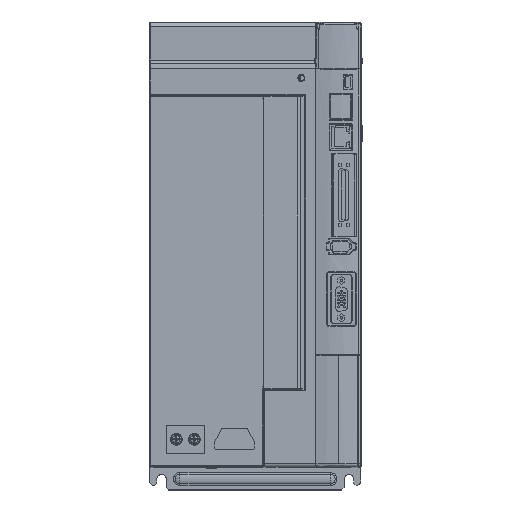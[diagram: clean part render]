
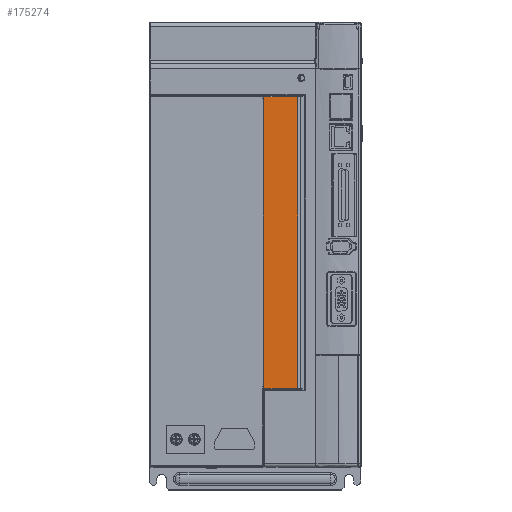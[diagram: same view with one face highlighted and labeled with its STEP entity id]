
A CAD part, top view. The second image highlights one B-rep face of the part: STEP entity #175274.
In plain terms, the highlighted face is planar.
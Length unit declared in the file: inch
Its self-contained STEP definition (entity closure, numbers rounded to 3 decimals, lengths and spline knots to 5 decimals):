
#7493 = CARTESIAN_POINT ( 'NONE',  ( -3.93701, 0., 4.19685 ) ) ;
#25037 = ORIENTED_EDGE ( 'NONE', *, *, #210658, .T. ) ;
#29092 = ORIENTED_EDGE ( 'NONE', *, *, #208548, .T. ) ;
#31290 = EDGE_LOOP ( 'NONE', ( #185305, #157144, #29092, #25037 ) ) ;
#48501 = DIRECTION ( 'NONE',  ( -1., 0., 0. ) ) ;
#52686 = CARTESIAN_POINT ( 'NONE',  ( -3.93701, -0.96476, -3.47638 ) ) ;
#58319 = VERTEX_POINT ( 'NONE', #52686 ) ;
#81827 = EDGE_CURVE ( 'NONE', #58319, #180839, #221176, .T. ) ;
#88543 = CARTESIAN_POINT ( 'NONE',  ( -3.93701, 0., -3.47638 ) ) ;
#93881 = VECTOR ( 'NONE', #184676, 39.37008 ) ;
#96558 = LINE ( 'NONE', #7493, #93881 ) ;
#113700 = CARTESIAN_POINT ( 'NONE',  ( -3.93701, -0.07283, 4.19685 ) ) ;
#113952 = VECTOR ( 'NONE', #136593, 39.37008 ) ;
#127129 = AXIS2_PLACEMENT_3D ( 'NONE', #186225, #48501, #224717 ) ;
#136593 = DIRECTION ( 'NONE',  ( 0., 0., 1. ) ) ;
#139659 = FACE_OUTER_BOUND ( 'NONE', #31290, .T. ) ;
#141484 = CARTESIAN_POINT ( 'NONE',  ( -3.93701, -0.07283, 0. ) ) ;
#143037 = DIRECTION ( 'NONE',  ( 0., 0., -1. ) ) ;
#145163 = LINE ( 'NONE', #141484, #178213 ) ;
#148846 = EDGE_CURVE ( 'NONE', #180839, #182842, #96558, .T. ) ;
#151277 = LINE ( 'NONE', #88543, #186968 ) ;
#157144 = ORIENTED_EDGE ( 'NONE', *, *, #148846, .T. ) ;
#175274 = ADVANCED_FACE ( 'NONE', ( #139659 ), #223931, .T. ) ;
#178213 = VECTOR ( 'NONE', #143037, 39.37008 ) ;
#180839 = VERTEX_POINT ( 'NONE', #182142 ) ;
#182142 = CARTESIAN_POINT ( 'NONE',  ( -3.93701, -0.96476, 4.19685 ) ) ;
#182842 = VERTEX_POINT ( 'NONE', #113700 ) ;
#184022 = CARTESIAN_POINT ( 'NONE',  ( -3.93701, -0.07283, -3.47638 ) ) ;
#184676 = DIRECTION ( 'NONE',  ( 0., 1., 0. ) ) ;
#185305 = ORIENTED_EDGE ( 'NONE', *, *, #81827, .T. ) ;
#186225 = CARTESIAN_POINT ( 'NONE',  ( -3.93701, 0., 0. ) ) ;
#186968 = VECTOR ( 'NONE', #193126, 39.37008 ) ;
#193126 = DIRECTION ( 'NONE',  ( 0., -1., 0. ) ) ;
#195100 = VERTEX_POINT ( 'NONE', #184022 ) ;
#205733 = CARTESIAN_POINT ( 'NONE',  ( -3.93701, -0.96476, 0. ) ) ;
#208548 = EDGE_CURVE ( 'NONE', #182842, #195100, #145163, .T. ) ;
#210658 = EDGE_CURVE ( 'NONE', #195100, #58319, #151277, .T. ) ;
#221176 = LINE ( 'NONE', #205733, #113952 ) ;
#223931 = PLANE ( 'NONE',  #127129 ) ;
#224717 = DIRECTION ( 'NONE',  ( 0., 0., 1. ) ) ;
